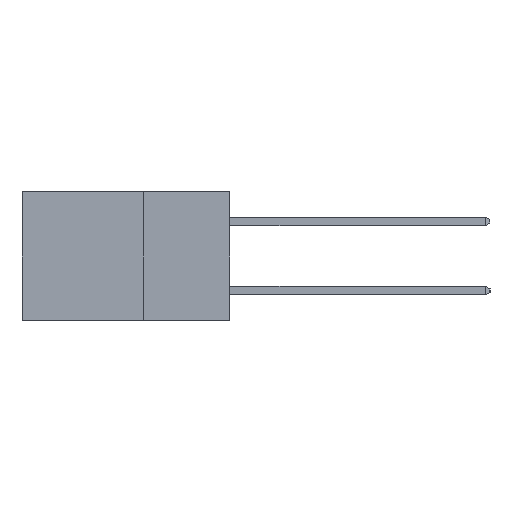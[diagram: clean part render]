
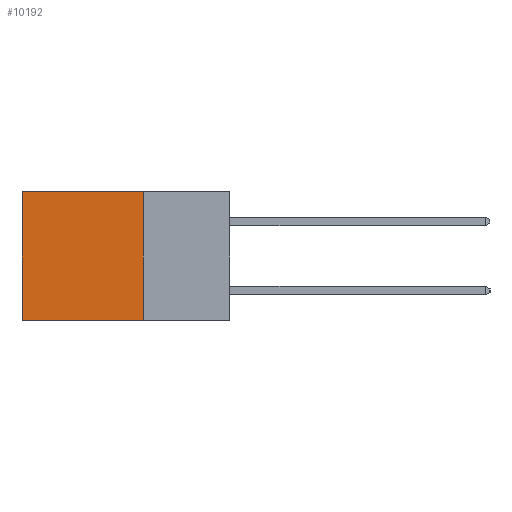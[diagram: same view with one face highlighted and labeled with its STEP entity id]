
A CAD part, left-side view. The second image highlights one B-rep face of the part: STEP entity #10192.
In plain terms, the highlighted planar face has unit normal (-1, 0, 0).
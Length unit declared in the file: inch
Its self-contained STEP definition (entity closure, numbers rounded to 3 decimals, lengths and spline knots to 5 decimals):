
#419 = VERTEX_POINT ( 'NONE', #9588 ) ;
#766 = CARTESIAN_POINT ( 'NONE',  ( 0.2615, 0.25, 0. ) ) ;
#854 = DIRECTION ( 'NONE',  ( 0., 1., 0. ) ) ;
#1641 = EDGE_CURVE ( 'NONE', #8803, #419, #8361, .T. ) ;
#1846 = VERTEX_POINT ( 'NONE', #10823 ) ;
#2045 = VERTEX_POINT ( 'NONE', #7381 ) ;
#3174 = EDGE_LOOP ( 'NONE', ( #9153, #12085, #9505, #6801 ) ) ;
#5352 = VECTOR ( 'NONE', #9404, 39.37008 ) ;
#5971 = CARTESIAN_POINT ( 'NONE',  ( 0.2615, 0.6, 0. ) ) ;
#6540 = AXIS2_PLACEMENT_3D ( 'NONE', #13703, #13544, #13536 ) ;
#6687 = EDGE_CURVE ( 'NONE', #2045, #1846, #11483, .T. ) ;
#6801 = ORIENTED_EDGE ( 'NONE', *, *, #9700, .T. ) ;
#7381 = CARTESIAN_POINT ( 'NONE',  ( 0.2615, 0.25, 0. ) ) ;
#8361 = LINE ( 'NONE', #12341, #5352 ) ;
#8794 = CARTESIAN_POINT ( 'NONE',  ( 0.2615, 0.25, -0.37 ) ) ;
#8803 = VERTEX_POINT ( 'NONE', #5971 ) ;
#8917 = DIRECTION ( 'NONE',  ( 0., 0., -1. ) ) ;
#9153 = ORIENTED_EDGE ( 'NONE', *, *, #1641, .T. ) ;
#9404 = DIRECTION ( 'NONE',  ( 0., 0., -1. ) ) ;
#9505 = ORIENTED_EDGE ( 'NONE', *, *, #6687, .F. ) ;
#9588 = CARTESIAN_POINT ( 'NONE',  ( 0.2615, 0.6, -0.37 ) ) ;
#9700 = EDGE_CURVE ( 'NONE', #2045, #8803, #10747, .T. ) ;
#10192 = ADVANCED_FACE ( 'NONE', ( #12814 ), #13547, .F. ) ;
#10506 = LINE ( 'NONE', #12877, #13041 ) ;
#10747 = LINE ( 'NONE', #766, #13279 ) ;
#10823 = CARTESIAN_POINT ( 'NONE',  ( 0.2615, 0.25, -0.37 ) ) ;
#11146 = VECTOR ( 'NONE', #8917, 39.37008 ) ;
#11483 = LINE ( 'NONE', #8794, #11146 ) ;
#12085 = ORIENTED_EDGE ( 'NONE', *, *, #12913, .F. ) ;
#12341 = CARTESIAN_POINT ( 'NONE',  ( 0.2615, 0.6, -0.37 ) ) ;
#12814 = FACE_OUTER_BOUND ( 'NONE', #3174, .T. ) ;
#12874 = DIRECTION ( 'NONE',  ( 0., 1., 0. ) ) ;
#12877 = CARTESIAN_POINT ( 'NONE',  ( 0.2615, 0.25, -0.37 ) ) ;
#12913 = EDGE_CURVE ( 'NONE', #1846, #419, #10506, .T. ) ;
#13041 = VECTOR ( 'NONE', #12874, 39.37008 ) ;
#13279 = VECTOR ( 'NONE', #854, 39.37008 ) ;
#13536 = DIRECTION ( 'NONE',  ( 0., 0., -1. ) ) ;
#13544 = DIRECTION ( 'NONE',  ( 1., 0., 0. ) ) ;
#13547 = PLANE ( 'NONE',  #6540 ) ;
#13703 = CARTESIAN_POINT ( 'NONE',  ( 0.2615, 0.25, -0.37 ) ) ;
